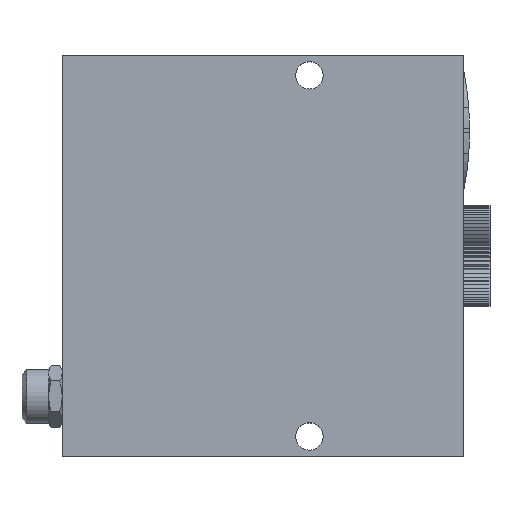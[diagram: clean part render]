
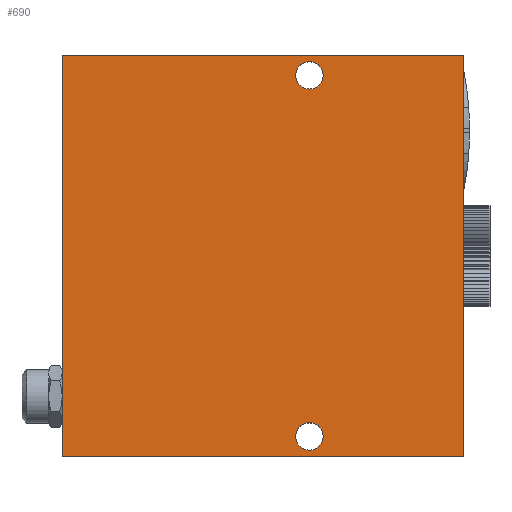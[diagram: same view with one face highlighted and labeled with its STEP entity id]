
A CAD part, top view. The second image highlights one B-rep face of the part: STEP entity #690.
In plain terms, the highlighted planar face has unit normal (0, 0, 1).
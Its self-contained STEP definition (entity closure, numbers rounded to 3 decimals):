
#690=ADVANCED_FACE('',(#1382,#1383,#1384),#1385,.T.);
#1382=FACE_BOUND('',#2081,.T.);
#1383=FACE_BOUND('',#2082,.T.);
#1384=FACE_OUTER_BOUND('',#2083,.T.);
#1385=PLANE('',#2084);
#2081=EDGE_LOOP('',(#4025,#4026));
#2082=EDGE_LOOP('',(#4027,#4028));
#2083=EDGE_LOOP('',(#4029,#4030,#4031,#4032));
#2084=AXIS2_PLACEMENT_3D('',#4033,#4034,#4035);
#4025=ORIENTED_EDGE('',*,*,#4279,.T.);
#4026=ORIENTED_EDGE('',*,*,#5064,.T.);
#4027=ORIENTED_EDGE('',*,*,#4274,.T.);
#4028=ORIENTED_EDGE('',*,*,#5067,.T.);
#4029=ORIENTED_EDGE('',*,*,#5089,.T.);
#4030=ORIENTED_EDGE('',*,*,#5090,.T.);
#4031=ORIENTED_EDGE('',*,*,#5091,.T.);
#4032=ORIENTED_EDGE('',*,*,#5092,.T.);
#4033=CARTESIAN_POINT('',(30.0,30.0,9.0));
#4034=DIRECTION('',(0.0,0.0,1.0));
#4035=DIRECTION('',(1.0,0.0,0.0));
#4274=EDGE_CURVE('',#5136,#5133,#5137,.T.);
#4279=EDGE_CURVE('',#5145,#5142,#5146,.T.);
#5064=EDGE_CURVE('',#5142,#5145,#6308,.T.);
#5067=EDGE_CURVE('',#5133,#5136,#6311,.T.);
#5089=EDGE_CURVE('',#6337,#6338,#6339,.T.);
#5090=EDGE_CURVE('',#6338,#6340,#6341,.T.);
#5091=EDGE_CURVE('',#6340,#6342,#6343,.T.);
#5092=EDGE_CURVE('',#6342,#6337,#6344,.T.);
#5133=VERTEX_POINT('',#6395);
#5136=VERTEX_POINT('',#6399);
#5137=CIRCLE('',#6400,2.05);
#5142=VERTEX_POINT('',#6406);
#5145=VERTEX_POINT('',#6410);
#5146=CIRCLE('',#6411,2.05);
#6308=CIRCLE('',#8508,2.05);
#6311=CIRCLE('',#8511,2.05);
#6337=VERTEX_POINT('',#8543);
#6338=VERTEX_POINT('',#8544);
#6339=LINE('',#8545,#8546);
#6340=VERTEX_POINT('',#8547);
#6341=LINE('',#8548,#8549);
#6342=VERTEX_POINT('',#8550);
#6343=LINE('',#8551,#8552);
#6344=LINE('',#8553,#8554);
#6395=CARTESIAN_POINT('',(39.05,3.0,9.0));
#6399=CARTESIAN_POINT('',(34.95,3.0,9.0));
#6400=AXIS2_PLACEMENT_3D('',#8605,#8606,#8607);
#6406=CARTESIAN_POINT('',(39.05,57.0,9.0));
#6410=CARTESIAN_POINT('',(34.95,57.0,9.0));
#6411=AXIS2_PLACEMENT_3D('',#8613,#8614,#8615);
#8508=AXIS2_PLACEMENT_3D('',#9245,#9246,#9247);
#8511=AXIS2_PLACEMENT_3D('',#9251,#9252,#9253);
#8543=CARTESIAN_POINT('',(60.0,0.0,9.0));
#8544=CARTESIAN_POINT('',(60.0,60.0,9.0));
#8545=CARTESIAN_POINT('',(60.0,30.0,9.0));
#8546=VECTOR('',#9278,1.0);
#8547=CARTESIAN_POINT('',(0.0,60.0,9.0));
#8548=CARTESIAN_POINT('',(30.0,60.0,9.0));
#8549=VECTOR('',#9279,1.0);
#8550=CARTESIAN_POINT('',(0.0,0.0,9.0));
#8551=CARTESIAN_POINT('',(0.0,30.0,9.0));
#8552=VECTOR('',#9280,1.0);
#8553=CARTESIAN_POINT('',(30.0,0.0,9.0));
#8554=VECTOR('',#9281,1.0);
#8605=CARTESIAN_POINT('',(37.0,3.0,9.0));
#8606=DIRECTION('',(0.0,0.0,-1.0));
#8607=DIRECTION('',(1.0,0.0,0.0));
#8613=CARTESIAN_POINT('',(37.0,57.0,9.0));
#8614=DIRECTION('',(0.0,0.0,-1.0));
#8615=DIRECTION('',(1.0,0.0,0.0));
#9245=CARTESIAN_POINT('',(37.0,57.0,9.0));
#9246=DIRECTION('',(0.0,0.0,-1.0));
#9247=DIRECTION('',(1.0,0.0,0.0));
#9251=CARTESIAN_POINT('',(37.0,3.0,9.0));
#9252=DIRECTION('',(0.0,0.0,-1.0));
#9253=DIRECTION('',(1.0,0.0,0.0));
#9278=DIRECTION('',(0.0,1.0,0.0));
#9279=DIRECTION('',(-1.0,0.0,0.0));
#9280=DIRECTION('',(0.0,-1.0,0.0));
#9281=DIRECTION('',(1.0,0.0,0.0));
